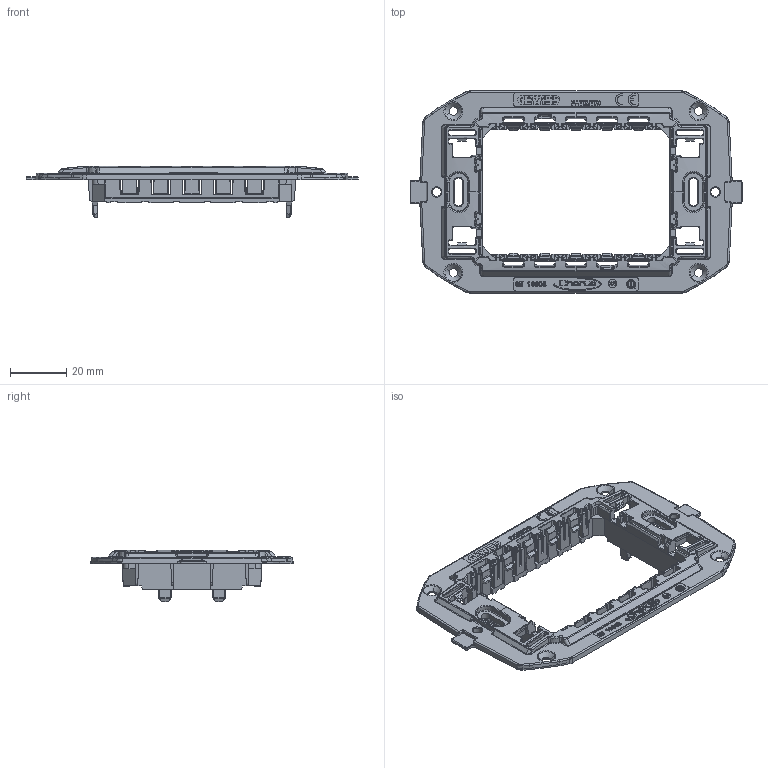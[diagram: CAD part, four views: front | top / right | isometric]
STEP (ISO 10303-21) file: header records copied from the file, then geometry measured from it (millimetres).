
FILE_DESCRIPTION(('CATIA V5 STEP Exchange','CAx-IF Rec.Pracs.--- Model Styling and Organization---1.4--- 2014-01-23'),'2;1');
FILE_NAME('GW16803 - TELAIETTO 3 POSTI CHORUS.stp','2019-10-11T08:17:01+00:00',('none'),('none'),'CATIA Version 5-6 Release 2016 SP4','CATIA V5 STEP AP214','none');
FILE_SCHEMA(('AUTOMOTIVE_DESIGN { 1 0 10303 214 1 1 1 1 }'));
Products named in the file (1): Telaietto 3P NSC
Bounding box: 118 x 72 x 18.4 mm (x, y, z)
Volume: 12919.7 mm3; surface area: 19824.5 mm2
Topology: 1 solids, 1 shells, 5718 faces, 14964 edges, 9034 vertices
Faces by surface type: plane 2435, bspline 1500, cylinder 1258, sphere 301, cone 92, extrusion 88, torus 44
Entity records: 242410 total; most frequent: CARTESIAN_POINT 127222, ORIENTED_EDGE 29230, EDGE_CURVE 14615, DIRECTION 14210, VERTEX_POINT 9034, B_SPLINE_CURVE_WITH_KNOTS 6845, VECTOR 6732, LINE 6644
